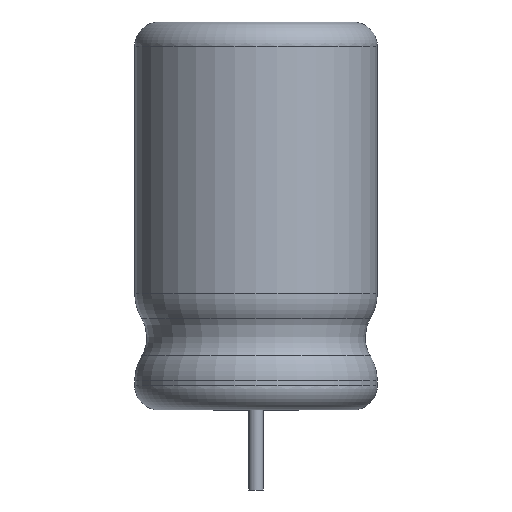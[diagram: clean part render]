
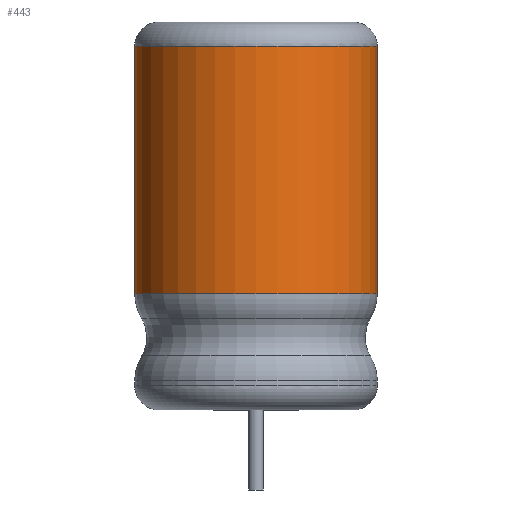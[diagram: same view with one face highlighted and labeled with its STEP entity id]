
A CAD part, left-side view. The second image highlights one B-rep face of the part: STEP entity #443.
In plain terms, the highlighted cylindrical face has radius 5 mm (diameter 10 mm), a full revolution.
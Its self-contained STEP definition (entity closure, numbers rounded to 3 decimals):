
#348=CARTESIAN_POINT('',(4.684,-1.75,15.0));
#349=VERTEX_POINT('',#348);
#350=CARTESIAN_POINT('',(4.684,-1.75,10.747));
#351=VERTEX_POINT('',#350);
#352=CARTESIAN_POINT('',(4.684,-1.75,16.0));
#353=DIRECTION('',(-0.0,-0.0,-1.0));
#354=VECTOR('',#353,1.0);
#355=LINE('',#352,#354);
#356=EDGE_CURVE('n� 416',#349,#351,#355,.T.);
#357=ORIENTED_EDGE('',*,*,#356,.F.);
#358=CARTESIAN_POINT('',(4.684,1.75,15.0));
#359=VERTEX_POINT('',#358);
#360=CARTESIAN_POINT('',(0.0,0.0,15.0));
#361=DIRECTION('',(-0.0,-0.0,-1.0));
#362=DIRECTION('',(1.0,0.0,-0.0));
#363=AXIS2_PLACEMENT_3D('',#360,#361,#362);
#364=CIRCLE('',#363,5.0);
#365=EDGE_CURVE('n� 106',#349,#359,#364,.T.);
#366=ORIENTED_EDGE('',*,*,#365,.T.);
#367=CARTESIAN_POINT('',(4.684,1.75,10.747));
#368=VERTEX_POINT('',#367);
#369=CARTESIAN_POINT('',(4.684,1.75,16.0));
#370=DIRECTION('',(0.0,0.0,1.0));
#371=VECTOR('',#370,1.0);
#372=LINE('',#369,#371);
#373=EDGE_CURVE('n� 436',#368,#359,#372,.T.);
#374=ORIENTED_EDGE('',*,*,#373,.F.);
#375=CARTESIAN_POINT('',(5.0,-0.0,8.997));
#376=VERTEX_POINT('',#375);
#377=CARTESIAN_POINT('',(0.0,0.0,8.997));
#378=DIRECTION('',(0.0,-0.707,0.707));
#379=DIRECTION('',(0.0,-0.707,-0.707));
#380=AXIS2_PLACEMENT_3D('',#377,#378,#379);
#381=ELLIPSE('',#380,7.071,5.0);
#382=EDGE_CURVE('n� 376',#376,#368,#381,.T.);
#383=ORIENTED_EDGE('',*,*,#382,.F.);
#384=CARTESIAN_POINT('',(0.0,0.0,8.997));
#385=DIRECTION('',(-0.0,0.707,0.707));
#386=DIRECTION('',(-0.0,0.707,-0.707));
#387=AXIS2_PLACEMENT_3D('',#384,#385,#386);
#388=ELLIPSE('',#387,7.071,5.0);
#389=EDGE_CURVE('n� 371',#351,#376,#388,.T.);
#390=ORIENTED_EDGE('',*,*,#389,.F.);
#391=EDGE_LOOP('',(#357,#366,#374,#383,#390));
#392=FACE_OUTER_BOUND('',#391,.T.);
#393=CARTESIAN_POINT('',(4.684,1.75,4.803));
#394=VERTEX_POINT('',#393);
#395=CARTESIAN_POINT('',(4.684,1.75,10.233));
#396=VERTEX_POINT('',#395);
#397=CARTESIAN_POINT('',(4.684,1.75,16.0));
#398=DIRECTION('',(-0.0,0.0,1.0));
#399=VECTOR('',#398,1.0);
#400=LINE('',#397,#399);
#401=EDGE_CURVE('n� 1136',#394,#396,#400,.T.);
#402=ORIENTED_EDGE('',*,*,#401,.F.);
#403=CARTESIAN_POINT('',(4.684,-1.75,4.803));
#404=VERTEX_POINT('',#403);
#405=CARTESIAN_POINT('',(0.0,0.0,4.803));
#406=DIRECTION('',(0.0,0.0,1.0));
#407=DIRECTION('',(-1.0,0.0,0.0));
#408=AXIS2_PLACEMENT_3D('',#405,#406,#407);
#409=CIRCLE('',#408,5.0);
#410=EDGE_CURVE('n� 992',#394,#404,#409,.T.);
#411=ORIENTED_EDGE('',*,*,#410,.T.);
#412=CARTESIAN_POINT('',(4.684,-1.75,10.233));
#413=VERTEX_POINT('',#412);
#414=CARTESIAN_POINT('',(4.684,-1.75,16.0));
#415=DIRECTION('',(-0.0,-0.0,-1.0));
#416=VECTOR('',#415,1.0);
#417=LINE('',#414,#416);
#418=EDGE_CURVE('n� 1144',#413,#404,#417,.T.);
#419=ORIENTED_EDGE('',*,*,#418,.F.);
#420=CARTESIAN_POINT('',(5.0,0.0,8.483));
#421=VERTEX_POINT('',#420);
#422=CARTESIAN_POINT('',(0.0,0.0,8.483));
#423=DIRECTION('',(0.0,-0.707,-0.707));
#424=DIRECTION('',(-0.0,0.707,-0.707));
#425=AXIS2_PLACEMENT_3D('',#422,#423,#424);
#426=ELLIPSE('',#425,7.071,5.0);
#427=EDGE_CURVE('n� 1029',#421,#413,#426,.T.);
#428=ORIENTED_EDGE('',*,*,#427,.F.);
#429=CARTESIAN_POINT('',(0.0,0.0,8.483));
#430=DIRECTION('',(0.0,0.707,-0.707));
#431=DIRECTION('',(-0.0,-0.707,-0.707));
#432=AXIS2_PLACEMENT_3D('',#429,#430,#431);
#433=ELLIPSE('',#432,7.071,5.0);
#434=EDGE_CURVE('n� 1033',#396,#421,#433,.T.);
#435=ORIENTED_EDGE('',*,*,#434,.F.);
#436=EDGE_LOOP('',(#402,#411,#419,#428,#435));
#437=FACE_BOUND('',#436,.T.);
#438=CARTESIAN_POINT('',(0.0,0.0,16.0));
#439=DIRECTION('',(-0.0,-0.0,-1.0));
#440=DIRECTION('',(-1.0,0.0,0.0));
#441=AXIS2_PLACEMENT_3D('',#438,#439,#440);
#442=CYLINDRICAL_SURFACE('',#441,5.0);
#443=ADVANCED_FACE('n� 1038',(#392,#437),#442,.T.);
